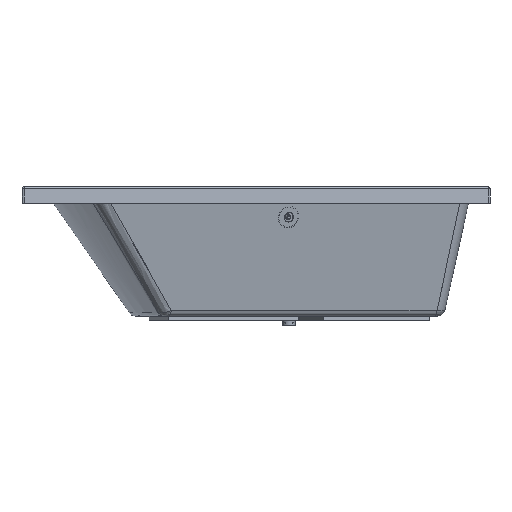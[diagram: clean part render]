
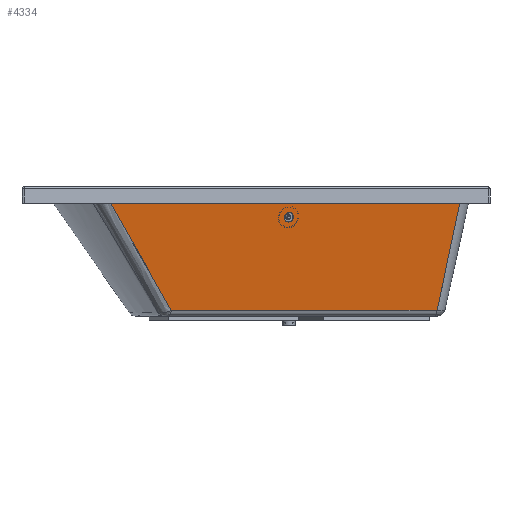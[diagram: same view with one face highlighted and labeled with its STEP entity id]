
A CAD part, front view. The second image highlights one B-rep face of the part: STEP entity #4334.
In plain terms, the highlighted planar face has unit normal (0.364, -0.906, -0.216).
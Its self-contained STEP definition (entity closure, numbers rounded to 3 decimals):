
#1137=CARTESIAN_POINT('',(469.97,212.534,-448.054));
#1138=VERTEX_POINT('',#1137);
#1147=CARTESIAN_POINT('',(1435.611,601.123,-448.054));
#1148=VERTEX_POINT('',#1147);
#1156=CARTESIAN_POINT('',(1435.611,601.123,-448.054));
#1157=DIRECTION('',(-0.928,-0.373,0.0));
#1158=VECTOR('',#1157,1040.895);
#1159=LINE('',#1156,#1158);
#1160=EDGE_CURVE('',#1148,#1138,#1159,.T.);
#4280=CARTESIAN_POINT('',(215.099,3.006,0.0));
#4281=VERTEX_POINT('',#4280);
#4282=CARTESIAN_POINT('',(215.099,3.006,0.0));
#4283=DIRECTION('',(0.458,0.377,-0.805));
#4284=VECTOR('',#4283,556.43);
#4285=LINE('',#4282,#4284);
#4286=EDGE_CURVE('',#4281,#1138,#4285,.T.);
#4299=CARTESIAN_POINT('',(215.099,3.006,0.0));
#4300=DIRECTION('',(-0.364,0.906,0.216));
#4301=DIRECTION('',(0.0,-0.232,0.973));
#4302=AXIS2_PLACEMENT_3D('',#4299,#4300,#4301);
#4303=PLANE('',#4302);
#4304=ORIENTED_EDGE('',*,*,#1160,.F.);
#4305=CARTESIAN_POINT('',(1531.143,532.603,0.0));
#4306=VERTEX_POINT('',#4305);
#4307=CARTESIAN_POINT('',(1531.143,532.603,0.0));
#4308=CARTESIAN_POINT('',(1499.299,555.443,-149.351));
#4309=CARTESIAN_POINT('',(1467.455,578.283,-298.703));
#4310=CARTESIAN_POINT('',(1435.611,601.123,-448.054));
#4311=B_SPLINE_CURVE_WITH_KNOTS('',3,(#4307,#4308,#4309,#4310),.UNSPECIFIED.,.F.,.U.,(4,4),(0.0,0.953),.UNSPECIFIED.);
#4312=EDGE_CURVE('',#4306,#1148,#4311,.T.);
#4313=ORIENTED_EDGE('',*,*,#4312,.F.);
#4314=CARTESIAN_POINT('',(215.099,3.006,0.0));
#4315=DIRECTION('',(0.928,0.373,0.0));
#4316=VECTOR('',#4315,1418.607);
#4317=LINE('',#4314,#4316);
#4318=EDGE_CURVE('',#4281,#4306,#4317,.T.);
#4319=ORIENTED_EDGE('',*,*,#4318,.F.);
#4320=ORIENTED_EDGE('',*,*,#4286,.T.);
#4321=EDGE_LOOP('',(#4304,#4313,#4319,#4320));
#4322=FACE_OUTER_BOUND('',#4321,.T.);
#4323=CARTESIAN_POINT('',(896.004,307.607,-128.151));
#4324=VERTEX_POINT('',#4323);
#4325=CARTESIAN_POINT('',(897.292,303.947,-110.652));
#4326=DIRECTION('',(-0.364,0.906,0.216));
#4327=DIRECTION('',(0.072,-0.204,0.976));
#4328=AXIS2_PLACEMENT_3D('',#4325,#4326,#4327);
#4329=ELLIPSE('',#4328,17.924,17.5);
#4330=EDGE_CURVE('',#4324,#4324,#4329,.T.);
#4331=ORIENTED_EDGE('',*,*,#4330,.T.);
#4332=EDGE_LOOP('',(#4331));
#4333=FACE_BOUND('',#4332,.T.);
#4334=ADVANCED_FACE('',(#4322,#4333),#4303,.F.);
